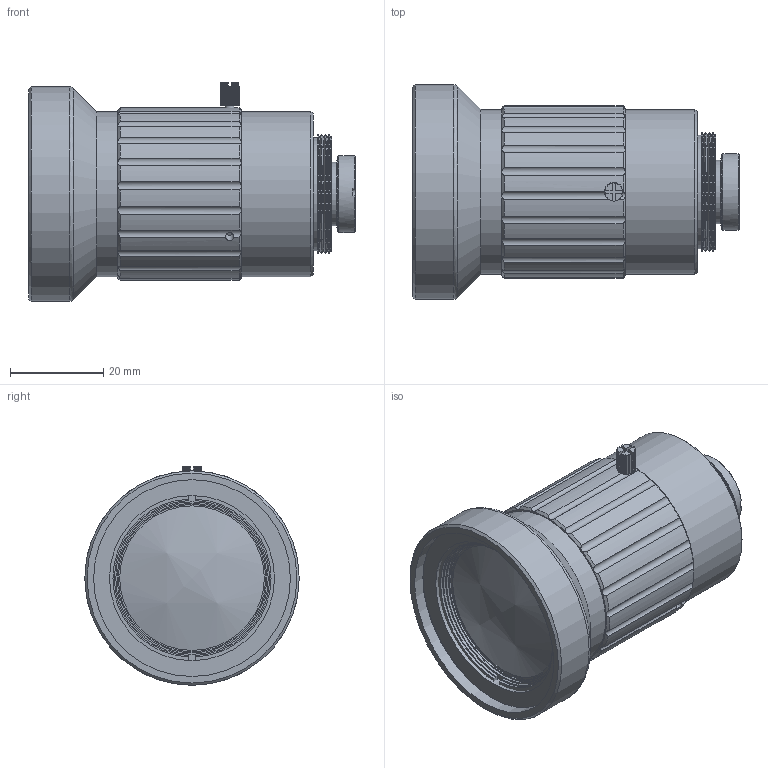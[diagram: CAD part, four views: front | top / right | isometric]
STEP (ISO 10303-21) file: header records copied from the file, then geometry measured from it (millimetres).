
FILE_DESCRIPTION (( 'STEP AP203' ), '1' );
FILE_NAME ('600102.STEP', '2024-11-18T09:14:11', ( 'Windows User' ), ( 'P R C' ), 'SwSTEP 2.0', 'SolidWorks 2020', '' );
FILE_SCHEMA (( 'CONFIG_CONTROL_DESIGN' ));
Length unit declared in the file: millimetre
Products named in the file (1): 600102
Bounding box: 69.99 x 46 x 46.9 mm (x, y, z)
Volume: 40500 mm3; surface area: 35672.5 mm2
Topology: 14 solids, 14 shells, 470 faces, 1083 edges, 699 vertices
Faces by surface type: cylinder 189, plane 188, cone 78, bspline 15
Full cylindrical faces by diameter (mm): 1.1 x1, 1.4 x3, 1.7 x7, 2 x4, 2.2 x3, 2.5 x1, 3 x3, 3.6 x3, 5.4 x2, 6.3 x1, 6.8 x1, 7.3 x1, 7.8 x1, 8.3 x2, 8.8 x1, 9.3 x1, 9.797 x1, 9.8 x2, 10.8 x1, 11.4 x2, 11.6 x1, 12 x1, 12.6 x1, 13.6 x2, 13.9 x1, 14.5 x1, 14.6 x1, 14.9 x1, 15.4 x1, 16.4 x1
Entity records: 14896 total; most frequent: CARTESIAN_POINT 4951, DIRECTION 2080, ORIENTED_EDGE 1796, EDGE_CURVE 898, AXIS2_PLACEMENT_3D 867, EDGE_LOOP 698, VERTEX_POINT 652, FACE_OUTER_BOUND 573
